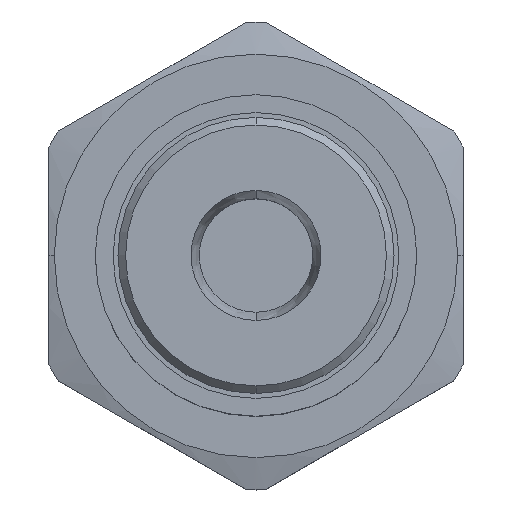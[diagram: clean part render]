
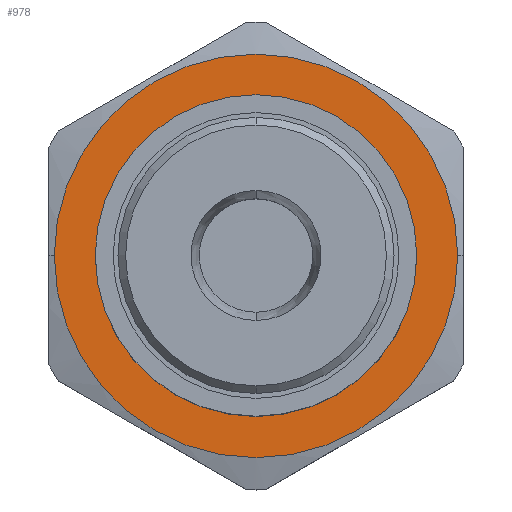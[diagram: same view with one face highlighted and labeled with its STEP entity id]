
A CAD part, top view. The second image highlights one B-rep face of the part: STEP entity #978.
In plain terms, the highlighted planar face has unit normal (0, 0, 1).
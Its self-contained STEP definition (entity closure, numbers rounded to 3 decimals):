
#978=ADVANCED_FACE('6:1401',(#1948,#1949),#1950,.T.);
#1948=FACE_OUTER_BOUND('',#3156,.T.);
#1949=FACE_BOUND('',#3157,.T.);
#1950=PLANE('',#3158);
#3156=EDGE_LOOP('',(#5422,#5423));
#3157=EDGE_LOOP('',(#5424,#5425,#5426));
#3158=AXIS2_PLACEMENT_3D('',#5427,#5428,#5429);
#5422=ORIENTED_EDGE('',*,*,#6641,.T.);
#5423=ORIENTED_EDGE('',*,*,#7353,.T.);
#5424=ORIENTED_EDGE('',*,*,#7289,.F.);
#5425=ORIENTED_EDGE('',*,*,#7288,.F.);
#5426=ORIENTED_EDGE('',*,*,#7354,.F.);
#5427=CARTESIAN_POINT('',(0.,-0.001,5.));
#5428=DIRECTION('',(0.0,0.0,1.0));
#5429=DIRECTION('',(0.,-1.0,0.0));
#6641=EDGE_CURVE('6:1569',#7892,#7904,#7906,.T.);
#7288=EDGE_CURVE('',#8891,#8894,#8895,.T.);
#7289=EDGE_CURVE('6:1617',#8894,#8896,#8897,.T.);
#7353=EDGE_CURVE('',#7904,#7892,#8981,.T.);
#7354=EDGE_CURVE('',#8896,#8891,#8982,.T.);
#7892=VERTEX_POINT('',#9744);
#7904=VERTEX_POINT('',#9784);
#7906=CIRCLE('',#9787,13.15);
#8891=VERTEX_POINT('',#11363);
#8894=VERTEX_POINT('',#11366);
#8895=CIRCLE('',#11367,9.75);
#8896=VERTEX_POINT('',#11368);
#8897=CIRCLE('',#11369,9.75);
#8981=CIRCLE('',#11497,13.15);
#8982=CIRCLE('',#11498,9.75);
#9744=CARTESIAN_POINT('',(13.15,-0.001,5.));
#9784=CARTESIAN_POINT('',(-13.15,-0.001,5.));
#9787=AXIS2_PLACEMENT_3D('',#12127,#12128,#12129);
#11363=CARTESIAN_POINT('',(-9.75,-0.001,5.));
#11366=CARTESIAN_POINT('',(0.,-9.751,5.));
#11367=AXIS2_PLACEMENT_3D('',#13099,#13100,#13101);
#11368=CARTESIAN_POINT('',(9.75,-0.001,5.));
#11369=AXIS2_PLACEMENT_3D('',#13102,#13103,#13104);
#11497=AXIS2_PLACEMENT_3D('',#13203,#13204,#13205);
#11498=AXIS2_PLACEMENT_3D('',#13206,#13207,#13208);
#12127=CARTESIAN_POINT('',(0.,-0.001,5.));
#12128=DIRECTION('',(0.0,0.0,1.0));
#12129=DIRECTION('',(1.0,0.,0.0));
#13099=CARTESIAN_POINT('',(0.,-0.001,5.));
#13100=DIRECTION('',(0.0,0.0,1.0));
#13101=DIRECTION('',(1.0,0.0,0.0));
#13102=CARTESIAN_POINT('',(0.,-0.001,5.));
#13103=DIRECTION('',(0.0,0.0,1.0));
#13104=DIRECTION('',(1.0,0.0,0.0));
#13203=CARTESIAN_POINT('',(0.,-0.001,5.));
#13204=DIRECTION('',(0.0,0.0,1.0));
#13205=DIRECTION('',(1.0,0.,0.0));
#13206=CARTESIAN_POINT('',(0.,-0.001,5.));
#13207=DIRECTION('',(0.0,0.0,1.0));
#13208=DIRECTION('',(1.0,0.0,0.0));
